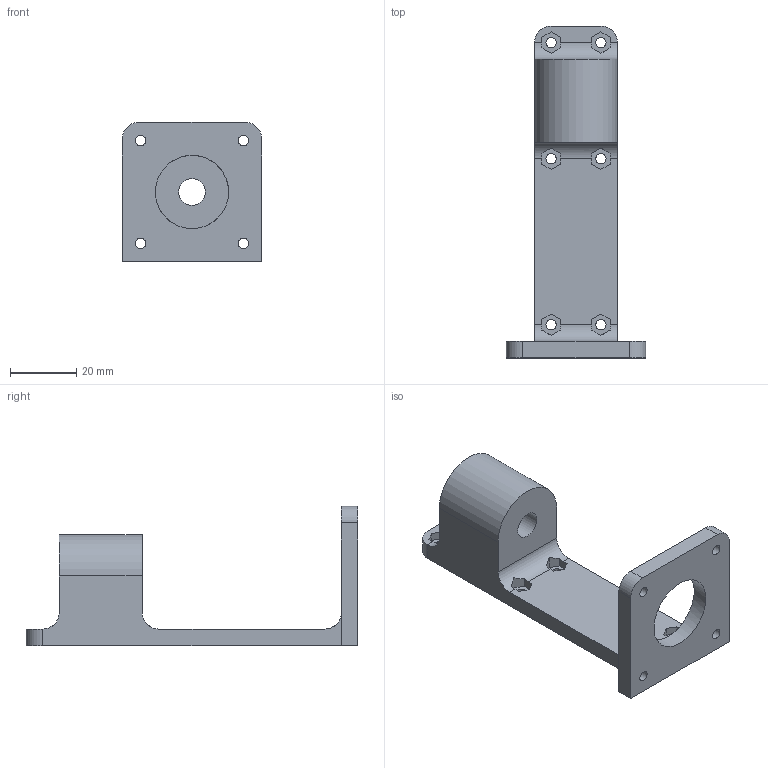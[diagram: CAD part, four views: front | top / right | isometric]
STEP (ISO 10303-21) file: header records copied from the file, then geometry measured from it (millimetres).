
FILE_DESCRIPTION((''),'2;1');
FILE_NAME('xy mount.ipt.step','2013-10-18T14:32:10',(''),(''),'Autodesk Inventor 2013','Autodesk Inventor 2013','');
FILE_SCHEMA(('AUTOMOTIVE_DESIGN { 1 0 10303 214 1 1 1 1 }'));
Length unit declared in the file: millimetre
Products named in the file (1): xy mount
Bounding box: 42 x 100 x 42 mm (x, y, z)
Volume: 33229.6 mm3; surface area: 12918.2 mm2
Topology: 1 solids, 1 shells, 75 faces, 220 edges, 146 vertices
Faces by surface type: plane 55, cylinder 20
Full cylindrical faces by diameter (mm): 3.1 x10, 8.1 x1, 22.1 x1
Entity records: 2511 total; most frequent: CARTESIAN_POINT 434, DIRECTION 422, ORIENTED_EDGE 414, EDGE_CURVE 207, VERTEX_POINT 145, VECTOR 142, LINE 142, AXIS2_PLACEMENT_3D 140
